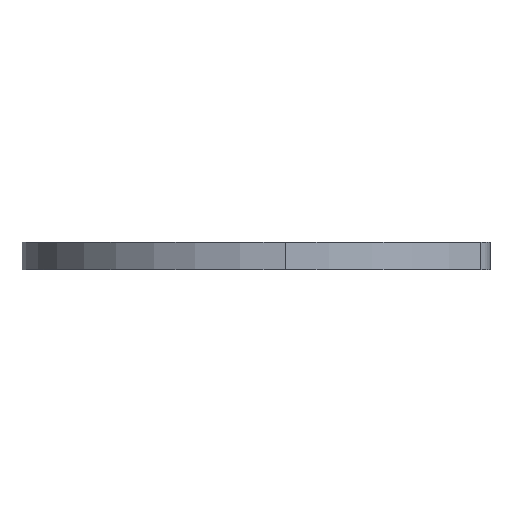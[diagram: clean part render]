
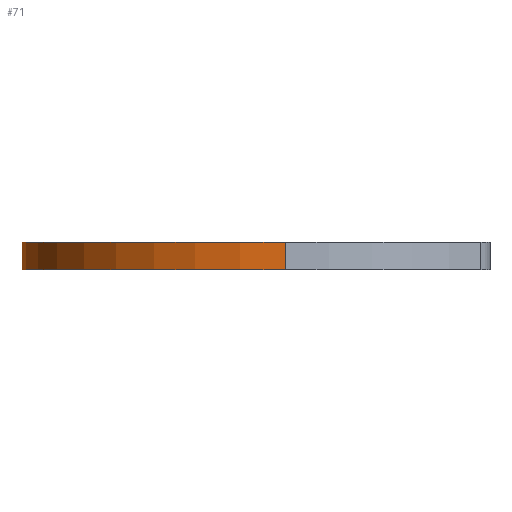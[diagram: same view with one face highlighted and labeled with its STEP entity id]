
A CAD part, left-side view. The second image highlights one B-rep face of the part: STEP entity #71.
In plain terms, the highlighted cylindrical face has radius 5.727 mm (diameter 11.454 mm), a partial arc.
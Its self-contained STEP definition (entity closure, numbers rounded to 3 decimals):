
#1 = EDGE_CURVE ( 'NONE', #67, #570, #659, .T. ) ;
#26 = CARTESIAN_POINT ( 'NONE',  ( 0., 0., 0. ) ) ;
#30 = CARTESIAN_POINT ( 'NONE',  ( 0., 0., -0.6 ) ) ;
#56 = ORIENTED_EDGE ( 'NONE', *, *, #560, .F. ) ;
#58 = CIRCLE ( 'NONE', #686, 5.727 ) ;
#67 = VERTEX_POINT ( 'NONE', #100 ) ;
#71 = ADVANCED_FACE ( 'NONE', ( #398 ), #592, .T. ) ;
#86 = EDGE_CURVE ( 'NONE', #230, #373, #58, .T. ) ;
#100 = CARTESIAN_POINT ( 'NONE',  ( 5.727, 0., -0.6 ) ) ;
#125 = VECTOR ( 'NONE', #769, 1000. ) ;
#144 = EDGE_LOOP ( 'NONE', ( #195, #545, #682, #56 ) ) ;
#195 = ORIENTED_EDGE ( 'NONE', *, *, #1, .T. ) ;
#221 = CARTESIAN_POINT ( 'NONE',  ( -5.727, 0., -0.6 ) ) ;
#227 = CARTESIAN_POINT ( 'NONE',  ( -5.727, 0., -0.6 ) ) ;
#230 = VERTEX_POINT ( 'NONE', #733 ) ;
#306 = DIRECTION ( 'NONE',  ( 0., 0., 1. ) ) ;
#373 = VERTEX_POINT ( 'NONE', #584 ) ;
#398 = FACE_OUTER_BOUND ( 'NONE', #144, .T. ) ;
#400 = EDGE_CURVE ( 'NONE', #570, #373, #454, .T. ) ;
#446 = AXIS2_PLACEMENT_3D ( 'NONE', #643, #517, #586 ) ;
#454 = LINE ( 'NONE', #221, #648 ) ;
#481 = CARTESIAN_POINT ( 'NONE',  ( 5.727, 0., -0.6 ) ) ;
#517 = DIRECTION ( 'NONE',  ( 0., 0., 1. ) ) ;
#541 = DIRECTION ( 'NONE',  ( 1., 0., 0. ) ) ;
#545 = ORIENTED_EDGE ( 'NONE', *, *, #400, .T. ) ;
#560 = EDGE_CURVE ( 'NONE', #67, #230, #653, .T. ) ;
#570 = VERTEX_POINT ( 'NONE', #227 ) ;
#576 = AXIS2_PLACEMENT_3D ( 'NONE', #30, #590, #646 ) ;
#584 = CARTESIAN_POINT ( 'NONE',  ( -5.727, 0., 0. ) ) ;
#586 = DIRECTION ( 'NONE',  ( 1., 0., 0. ) ) ;
#590 = DIRECTION ( 'NONE',  ( 0., 0., 1. ) ) ;
#592 = CYLINDRICAL_SURFACE ( 'NONE', #446, 5.727 ) ;
#642 = DIRECTION ( 'NONE',  ( 0., 0., 1. ) ) ;
#643 = CARTESIAN_POINT ( 'NONE',  ( 0., 0., -0.6 ) ) ;
#646 = DIRECTION ( 'NONE',  ( 1., 0., 0. ) ) ;
#648 = VECTOR ( 'NONE', #642, 1000. ) ;
#653 = LINE ( 'NONE', #481, #125 ) ;
#659 = CIRCLE ( 'NONE', #576, 5.727 ) ;
#682 = ORIENTED_EDGE ( 'NONE', *, *, #86, .F. ) ;
#686 = AXIS2_PLACEMENT_3D ( 'NONE', #26, #306, #541 ) ;
#733 = CARTESIAN_POINT ( 'NONE',  ( 5.727, 0., 0. ) ) ;
#769 = DIRECTION ( 'NONE',  ( 0., 0., 1. ) ) ;
